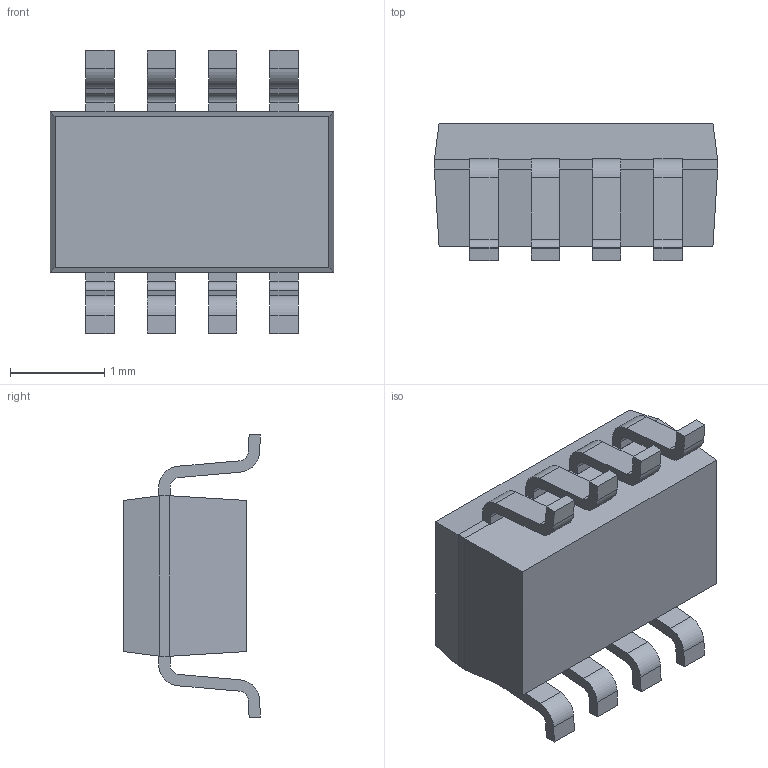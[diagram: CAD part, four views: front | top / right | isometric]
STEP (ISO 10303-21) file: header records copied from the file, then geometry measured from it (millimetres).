
FILE_DESCRIPTION((''),'2;1');
FILE_NAME('SOT23-8_P0-65_L3-0_W1-7','2019-10-05T',('Dragos'),(''),'PRO/ENGINEER BY PARAMETRIC TECHNOLOGY CORPORATION, 2004440','PRO/ENGINEER BY PARAMETRIC TECHNOLOGY CORPORATION, 2004440','');
FILE_SCHEMA(('AUTOMOTIVE_DESIGN { 1 0 10303 214 1 1 1 1 }'));
Length unit declared in the file: millimetre
Products named in the file (1): SOT23-8_P0-65_L3-0_W1-7
Bounding box: 3 x 1.45 x 3 mm (x, y, z)
Volume: 6.8 mm3; surface area: 30.9 mm2
Topology: 1 solids, 1 shells, 413 faces, 1163 edges, 762 vertices
Faces by surface type: plane 381, cylinder 32
Entity records: 16944 total; most frequent: CARTESIAN_POINT 2340, ORIENTED_EDGE 2326, DIRECTION 2055, PRESENTATION_STYLE_ASSIGNMENT 1190, STYLED_ITEM 1165, CURVE_STYLE 1164, EDGE_CURVE 1163, VECTOR 1099
